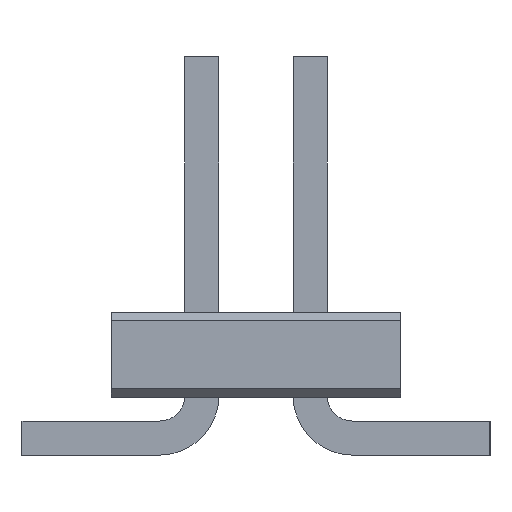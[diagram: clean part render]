
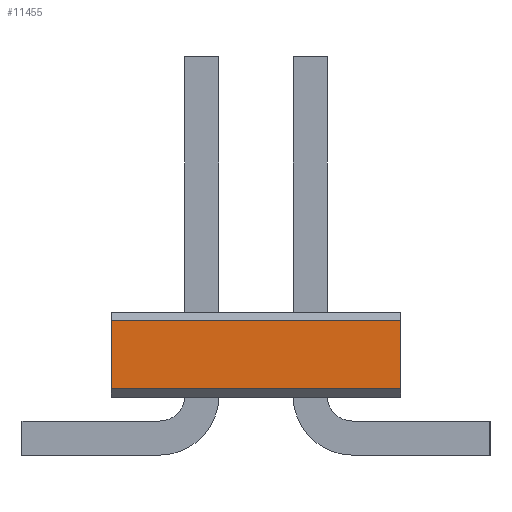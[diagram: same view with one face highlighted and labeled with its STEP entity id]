
A CAD part, left-side view. The second image highlights one B-rep face of the part: STEP entity #11455.
In plain terms, the highlighted planar face has unit normal (-1, 0, 0).
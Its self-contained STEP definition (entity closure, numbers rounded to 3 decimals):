
#11392=CARTESIAN_POINT('',(-7.62,-1.7,0.78));
#11393=VERTEX_POINT('',#11392);
#11400=CARTESIAN_POINT('',(-7.62,1.7,0.78));
#11401=VERTEX_POINT('',#11400);
#11402=CARTESIAN_POINT('',(-7.62,1.7,0.78));
#11403=DIRECTION('',(0.0,-1.0,0.0));
#11404=VECTOR('',#11403,3.4);
#11405=LINE('',#11402,#11404);
#11406=EDGE_CURVE('',#11401,#11393,#11405,.T.);
#11425=CARTESIAN_POINT('',(-7.62,1.7,0.78));
#11426=DIRECTION('',(-1.0,0.0,0.0));
#11427=DIRECTION('',(0.0,0.0,1.0));
#11428=AXIS2_PLACEMENT_3D('',#11425,#11426,#11427);
#11429=PLANE('',#11428);
#11430=CARTESIAN_POINT('',(-7.62,-1.7,1.58));
#11431=VERTEX_POINT('',#11430);
#11432=CARTESIAN_POINT('',(-7.62,-1.7,0.78));
#11433=DIRECTION('',(0.0,0.0,1.0));
#11434=VECTOR('',#11433,0.8);
#11435=LINE('',#11432,#11434);
#11436=EDGE_CURVE('',#11393,#11431,#11435,.T.);
#11437=ORIENTED_EDGE('',*,*,#11436,.T.);
#11438=CARTESIAN_POINT('',(-7.62,1.7,1.58));
#11439=VERTEX_POINT('',#11438);
#11440=CARTESIAN_POINT('',(-7.62,1.7,1.58));
#11441=DIRECTION('',(0.0,-1.0,0.0));
#11442=VECTOR('',#11441,3.4);
#11443=LINE('',#11440,#11442);
#11444=EDGE_CURVE('',#11439,#11431,#11443,.T.);
#11445=ORIENTED_EDGE('',*,*,#11444,.F.);
#11446=CARTESIAN_POINT('',(-7.62,1.7,1.58));
#11447=DIRECTION('',(0.0,0.0,-1.0));
#11448=VECTOR('',#11447,0.8);
#11449=LINE('',#11446,#11448);
#11450=EDGE_CURVE('',#11439,#11401,#11449,.T.);
#11451=ORIENTED_EDGE('',*,*,#11450,.T.);
#11452=ORIENTED_EDGE('',*,*,#11406,.T.);
#11453=EDGE_LOOP('',(#11437,#11445,#11451,#11452));
#11454=FACE_OUTER_BOUND('',#11453,.T.);
#11455=ADVANCED_FACE('',(#11454),#11429,.T.);
